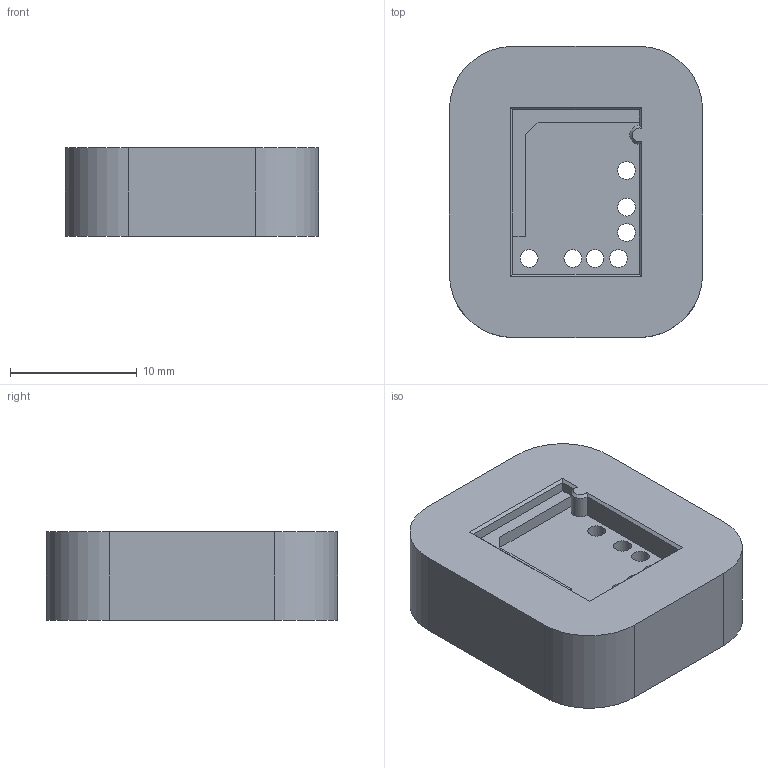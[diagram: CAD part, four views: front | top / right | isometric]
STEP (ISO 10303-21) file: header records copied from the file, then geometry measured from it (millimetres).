
FILE_DESCRIPTION(/* description */ (''),/* implementation_level */ '2;1');
FILE_NAME(/* name */ 'Fomu Hacker Programming Jig v7.step',/* time_stamp */ '2019-01-28T20:39:49+01:00',/* author */ ('fusion360Y89T7'),/* organization */ (''),/* preprocessor_version */ 'ST-DEVELOPER v17.2',/* originating_system */ 'Autodesk Translation Framework v7.6.0.251',/* authorisation */ '');
FILE_SCHEMA (('AUTOMOTIVE_DESIGN { 1 0 10303 214 3 1 1 }'));
Length unit declared in the file: millimetre
Products named in the file (1): Fomu Hacker Programming Jig
Bounding box: 20 x 23 x 7 mm (x, y, z)
Volume: 2756.8 mm3; surface area: 1623.1 mm2
Topology: 1 solids, 1 shells, 42 faces, 119 edges, 75 vertices
Faces by surface type: plane 22, cylinder 12, cone 8
Full cylindrical faces by diameter (mm): 1.4 x7
Entity records: 1471 total; most frequent: CARTESIAN_POINT 309, ORIENTED_EDGE 238, DIRECTION 234, EDGE_CURVE 119, AXIS2_PLACEMENT_3D 82, VERTEX_POINT 75, LINE 70, VECTOR 70
